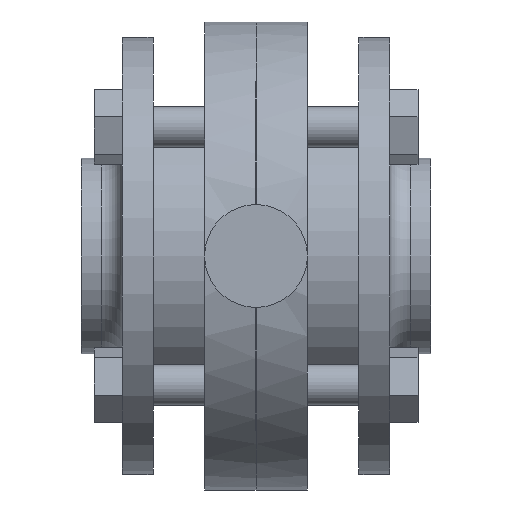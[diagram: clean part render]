
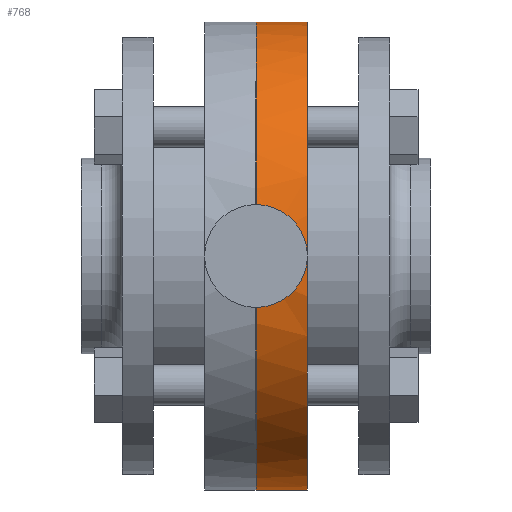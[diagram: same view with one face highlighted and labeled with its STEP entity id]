
A CAD part, front view. The second image highlights one B-rep face of the part: STEP entity #768.
In plain terms, the highlighted cylindrical face has radius 45.5 mm (diameter 91 mm), a partial arc.
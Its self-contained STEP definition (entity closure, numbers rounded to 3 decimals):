
#58 = CARTESIAN_POINT ( 'NONE',  ( 2.117, -45.152, 5.618 ) ) ;
#67 = AXIS2_PLACEMENT_3D ( 'NONE', #718, #1150, #2163 ) ;
#70 = CARTESIAN_POINT ( 'NONE',  ( 5.683, -45.459, 1.935 ) ) ;
#92 = CIRCLE ( 'NONE', #1206, 45.5 ) ;
#104 = DIRECTION ( 'NONE',  ( 0., 0., 1. ) ) ;
#112 = EDGE_LOOP ( 'NONE', ( #218, #2078, #1614, #1649, #984, #2569 ) ) ;
#143 = CARTESIAN_POINT ( 'NONE',  ( 10., 0., 45.5 ) ) ;
#171 = CARTESIAN_POINT ( 'NONE',  ( 3.966, -45.276, -4.52 ) ) ;
#184 = CARTESIAN_POINT ( 'NONE',  ( 1.937, -45.143, -5.692 ) ) ;
#218 = ORIENTED_EDGE ( 'NONE', *, *, #823, .F. ) ;
#247 = CARTESIAN_POINT ( 'NONE',  ( 5.198, -45.401, 3.003 ) ) ;
#256 = VECTOR ( 'NONE', #2596, 1000. ) ;
#264 = CARTESIAN_POINT ( 'NONE',  ( 2.662, -45.18, 5.392 ) ) ;
#271 = CARTESIAN_POINT ( 'NONE',  ( 3.658, -45.25, 4.772 ) ) ;
#272 = VERTEX_POINT ( 'NONE', #1218 ) ;
#332 = CARTESIAN_POINT ( 'NONE',  ( 0., 0., -45.5 ) ) ;
#350 = DIRECTION ( 'NONE',  ( 0., 0., 1. ) ) ;
#353 = CARTESIAN_POINT ( 'NONE',  ( 0., 0., -45.5 ) ) ;
#366 = AXIS2_PLACEMENT_3D ( 'NONE', #524, #1598, #350 ) ;
#369 = CARTESIAN_POINT ( 'NONE',  ( 0.794, -45.108, -5.96 ) ) ;
#468 = CARTESIAN_POINT ( 'NONE',  ( 5.797, -45.474, 1.559 ) ) ;
#524 = CARTESIAN_POINT ( 'NONE',  ( 0., 0., 0. ) ) ;
#580 = CARTESIAN_POINT ( 'NONE',  ( 4.525, -45.328, -3.96 ) ) ;
#589 = B_SPLINE_CURVE_WITH_KNOTS ( 'NONE', 3,
 ( #2518, #1918, #2525, #1705, #2338, #1725, #58, #264, #856, #271, #1098, #2313, #1067, #1734, #247, #1055, #1699, #70, #468, #2508, #1933, #679, #1312, #659, #2113, #2537, #1900, #2501, #1282, #1836, #1214, #580, #171, #2033, #1406, #1415, #1621, #2442, #184, #789, #369, #2242, #1845 ),
 .UNSPECIFIED., .F., .F.,
 ( 4, 2, 2, 2, 2, 2, 2, 2, 1, 2, 2, 2, 2, 2, 2, 2, 2, 2, 2, 2, 2, 4 ),
 ( 0., 0.001, 0.002, 0.002, 0.004, 0.005, 0.006, 0.006, 0.007, 0.008, 0.008, 0.009, 0.011, 0.012, 0.012, 0.013, 0.014, 0.015, 0.016, 0.016, 0.018, 0.019 ),
 .UNSPECIFIED. ) ;
#659 = CARTESIAN_POINT ( 'NONE',  ( 5.961, -45.495, -0.785 ) ) ;
#679 = CARTESIAN_POINT ( 'NONE',  ( 6., -45.5, 0.396 ) ) ;
#718 = CARTESIAN_POINT ( 'NONE',  ( 10., 0., 0. ) ) ;
#768 = ADVANCED_FACE ( 'NONE', ( #1237 ), #1659, .T. ) ;
#789 = CARTESIAN_POINT ( 'NONE',  ( 1.563, -45.128, -5.806 ) ) ;
#812 = LINE ( 'NONE', #1780, #256 ) ;
#819 = VERTEX_POINT ( 'NONE', #143 ) ;
#823 = EDGE_CURVE ( 'NONE', #272, #2116, #2040, .T. ) ;
#856 = CARTESIAN_POINT ( 'NONE',  ( 3.006, -45.202, 5.207 ) ) ;
#984 = ORIENTED_EDGE ( 'NONE', *, *, #1834, .T. ) ;
#1055 = CARTESIAN_POINT ( 'NONE',  ( 5.383, -45.423, 2.657 ) ) ;
#1067 = CARTESIAN_POINT ( 'NONE',  ( 4.767, -45.353, 3.664 ) ) ;
#1087 = DIRECTION ( 'NONE',  ( -1., 0., 0. ) ) ;
#1098 = CARTESIAN_POINT ( 'NONE',  ( 3.966, -45.276, 4.519 ) ) ;
#1150 = DIRECTION ( 'NONE',  ( -1., 0., 0. ) ) ;
#1206 = AXIS2_PLACEMENT_3D ( 'NONE', #2520, #1087, #1294 ) ;
#1214 = CARTESIAN_POINT ( 'NONE',  ( 4.773, -45.354, -3.657 ) ) ;
#1218 = CARTESIAN_POINT ( 'NONE',  ( 10., 0., -45.5 ) ) ;
#1233 = EDGE_CURVE ( 'NONE', #272, #819, #2068, .T. ) ;
#1237 = FACE_OUTER_BOUND ( 'NONE', #112, .T. ) ;
#1242 = CARTESIAN_POINT ( 'NONE',  ( 0., -45.103, -6. ) ) ;
#1282 = CARTESIAN_POINT ( 'NONE',  ( 5.199, -45.401, -3.001 ) ) ;
#1294 = DIRECTION ( 'NONE',  ( 0., 0., 1. ) ) ;
#1312 = CARTESIAN_POINT ( 'NONE',  ( 6., -45.5, -0.387 ) ) ;
#1406 = CARTESIAN_POINT ( 'NONE',  ( 3.176, -45.214, -5.094 ) ) ;
#1415 = CARTESIAN_POINT ( 'NONE',  ( 3.009, -45.203, -5.195 ) ) ;
#1531 = CARTESIAN_POINT ( 'NONE',  ( 0., 0., 0. ) ) ;
#1581 = VERTEX_POINT ( 'NONE', #2630 ) ;
#1598 = DIRECTION ( 'NONE',  ( -1., 0., 0. ) ) ;
#1614 = ORIENTED_EDGE ( 'NONE', *, *, #2183, .T. ) ;
#1621 = CARTESIAN_POINT ( 'NONE',  ( 2.662, -45.181, -5.381 ) ) ;
#1649 = ORIENTED_EDGE ( 'NONE', *, *, #2199, .F. ) ;
#1659 = CYLINDRICAL_SURFACE ( 'NONE', #1740, 45.5 ) ;
#1665 = CARTESIAN_POINT ( 'NONE',  ( 0., -45.103, 6. ) ) ;
#1681 = EDGE_CURVE ( 'NONE', #2116, #2554, #92, .T. ) ;
#1699 = CARTESIAN_POINT ( 'NONE',  ( 5.551, -45.443, 2.303 ) ) ;
#1705 = CARTESIAN_POINT ( 'NONE',  ( 1.362, -45.123, 5.847 ) ) ;
#1725 = CARTESIAN_POINT ( 'NONE',  ( 1.93, -45.144, 5.685 ) ) ;
#1734 = CARTESIAN_POINT ( 'NONE',  ( 5.096, -45.39, 3.173 ) ) ;
#1740 = AXIS2_PLACEMENT_3D ( 'NONE', #1531, #2395, #104 ) ;
#1780 = CARTESIAN_POINT ( 'NONE',  ( 0., 0., 45.5 ) ) ;
#1805 = DIRECTION ( 'NONE',  ( -1., 0., 0. ) ) ;
#1834 = EDGE_CURVE ( 'NONE', #2660, #2554, #589, .T. ) ;
#1836 = CARTESIAN_POINT ( 'NONE',  ( 5.098, -45.39, -3.169 ) ) ;
#1845 = CARTESIAN_POINT ( 'NONE',  ( 0., -45.103, -6. ) ) ;
#1859 = VECTOR ( 'NONE', #1805, 1000. ) ;
#1900 = CARTESIAN_POINT ( 'NONE',  ( 5.47, -45.433, -2.474 ) ) ;
#1918 = CARTESIAN_POINT ( 'NONE',  ( 0.397, -45.103, 6. ) ) ;
#1933 = CARTESIAN_POINT ( 'NONE',  ( 5.961, -45.495, 0.786 ) ) ;
#2033 = CARTESIAN_POINT ( 'NONE',  ( 3.663, -45.25, -4.768 ) ) ;
#2040 = LINE ( 'NONE', #332, #1859 ) ;
#2068 = CIRCLE ( 'NONE', #67, 45.5 ) ;
#2078 = ORIENTED_EDGE ( 'NONE', *, *, #1233, .T. ) ;
#2113 = CARTESIAN_POINT ( 'NONE',  ( 5.808, -45.475, -1.555 ) ) ;
#2116 = VERTEX_POINT ( 'NONE', #353 ) ;
#2163 = DIRECTION ( 'NONE',  ( 0., 0., 1. ) ) ;
#2183 = EDGE_CURVE ( 'NONE', #819, #1581, #812, .T. ) ;
#2199 = EDGE_CURVE ( 'NONE', #2660, #1581, #2402, .T. ) ;
#2242 = CARTESIAN_POINT ( 'NONE',  ( 0.397, -45.103, -6. ) ) ;
#2313 = CARTESIAN_POINT ( 'NONE',  ( 4.519, -45.328, 3.966 ) ) ;
#2338 = CARTESIAN_POINT ( 'NONE',  ( 1.553, -45.129, 5.799 ) ) ;
#2395 = DIRECTION ( 'NONE',  ( -1., 0., 0. ) ) ;
#2402 = CIRCLE ( 'NONE', #366, 45.5 ) ;
#2442 = CARTESIAN_POINT ( 'NONE',  ( 2.482, -45.171, -5.466 ) ) ;
#2501 = CARTESIAN_POINT ( 'NONE',  ( 5.385, -45.423, -2.654 ) ) ;
#2508 = CARTESIAN_POINT ( 'NONE',  ( 5.846, -45.48, 1.367 ) ) ;
#2518 = CARTESIAN_POINT ( 'NONE',  ( 0., -45.103, 6. ) ) ;
#2520 = CARTESIAN_POINT ( 'NONE',  ( 0., 0., 0. ) ) ;
#2525 = CARTESIAN_POINT ( 'NONE',  ( 0.787, -45.108, 5.961 ) ) ;
#2537 = CARTESIAN_POINT ( 'NONE',  ( 5.695, -45.461, -1.929 ) ) ;
#2554 = VERTEX_POINT ( 'NONE', #1242 ) ;
#2569 = ORIENTED_EDGE ( 'NONE', *, *, #1681, .F. ) ;
#2596 = DIRECTION ( 'NONE',  ( -1., 0., 0. ) ) ;
#2630 = CARTESIAN_POINT ( 'NONE',  ( 0., 0., 45.5 ) ) ;
#2660 = VERTEX_POINT ( 'NONE', #1665 ) ;
